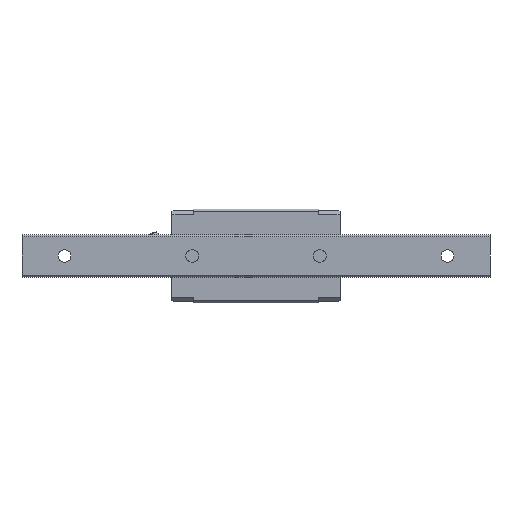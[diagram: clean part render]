
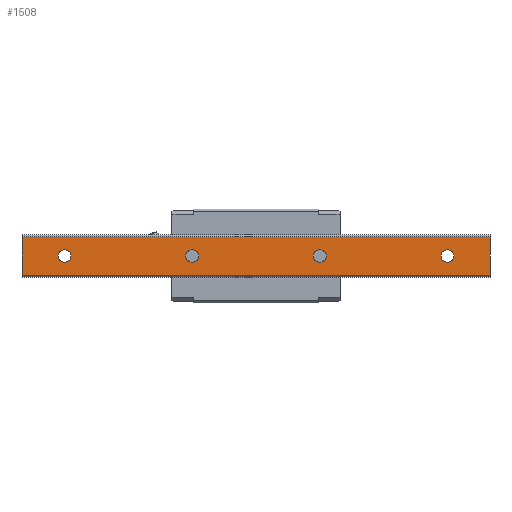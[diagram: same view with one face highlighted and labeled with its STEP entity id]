
A CAD part, front view. The second image highlights one B-rep face of the part: STEP entity #1508.
In plain terms, the highlighted planar face has unit normal (0, -1, 0).
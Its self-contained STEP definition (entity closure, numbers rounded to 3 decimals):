
#1508 = ADVANCED_FACE( '', ( #3896, #3897, #3898, #3899, #3900 ), #3901, .T. );
#1510 = EDGE_CURVE( '', #3456, #2752, #3903, .T. );
#1670 = EDGE_CURVE( '', #3124, #3244, #4085, .T. );
#1858 = EDGE_CURVE( '', #2534, #2724, #4295, .T. );
#1964 = EDGE_CURVE( '', #2048, #2176, #4409, .T. );
#1986 = EDGE_CURVE( '', #2172, #3146, #4431, .T. );
#2000 = EDGE_CURVE( '', #2176, #2048, #4447, .T. );
#2048 = VERTEX_POINT( '', #4501 );
#2110 = VERTEX_POINT( '', #4573 );
#2172 = VERTEX_POINT( '', #4643 );
#2176 = VERTEX_POINT( '', #4647 );
#2464 = EDGE_CURVE( '', #2724, #2534, #4966, .T. );
#2488 = VERTEX_POINT( '', #4994 );
#2534 = VERTEX_POINT( '', #5048 );
#2724 = VERTEX_POINT( '', #5254 );
#2752 = VERTEX_POINT( '', #5285 );
#2898 = EDGE_CURVE( '', #2488, #2110, #5444, .T. );
#3044 = EDGE_CURVE( '', #3146, #2110, #5605, .T. );
#3064 = EDGE_CURVE( '', #3244, #3124, #5630, .T. );
#3124 = VERTEX_POINT( '', #5698 );
#3146 = VERTEX_POINT( '', #5722 );
#3244 = VERTEX_POINT( '', #5829 );
#3248 = EDGE_CURVE( '', #2488, #2172, #5833, .T. );
#3312 = EDGE_CURVE( '', #2752, #3456, #5903, .T. );
#3456 = VERTEX_POINT( '', #6052 );
#3896 = FACE_BOUND( '', #6642, .T. );
#3897 = FACE_BOUND( '', #6643, .T. );
#3898 = FACE_BOUND( '', #6644, .T. );
#3899 = FACE_BOUND( '', #6645, .T. );
#3900 = FACE_OUTER_BOUND( '', #6646, .T. );
#3901 = PLANE( '', #6647 );
#3903 = CIRCLE( '', #6650, 3. );
#4085 = CIRCLE( '', #6911, 3. );
#4295 = CIRCLE( '', #7231, 3. );
#4409 = CIRCLE( '', #7404, 3. );
#4431 = LINE( '', #7441, #7442 );
#4447 = CIRCLE( '', #7461, 3. );
#4501 = CARTESIAN_POINT( '', ( 57., 0., 0. ) );
#4573 = CARTESIAN_POINT( '', ( 200., 0., 9. ) );
#4643 = CARTESIAN_POINT( '', ( -20., 0., -9. ) );
#4647 = CARTESIAN_POINT( '', ( 63., 0., 0. ) );
#4966 = CIRCLE( '', #8188, 3. );
#4994 = CARTESIAN_POINT( '', ( -20., 0., 9. ) );
#5048 = CARTESIAN_POINT( '', ( 117., 0., 0. ) );
#5254 = CARTESIAN_POINT( '', ( 123., 0., 0. ) );
#5285 = CARTESIAN_POINT( '', ( 3., 0., 0. ) );
#5444 = LINE( '', #8868, #8869 );
#5605 = LINE( '', #9088, #9089 );
#5630 = CIRCLE( '', #9119, 3. );
#5698 = CARTESIAN_POINT( '', ( 177., 0., 0. ) );
#5722 = CARTESIAN_POINT( '', ( 200., 0., -9. ) );
#5829 = CARTESIAN_POINT( '', ( 183., 0., 0. ) );
#5833 = LINE( '', #9441, #9442 );
#5903 = CIRCLE( '', #9540, 3. );
#6052 = CARTESIAN_POINT( '', ( -3., 0., 0. ) );
#6642 = EDGE_LOOP( '', ( #10321, #10322 ) );
#6643 = EDGE_LOOP( '', ( #10323, #10324 ) );
#6644 = EDGE_LOOP( '', ( #10325, #10326 ) );
#6645 = EDGE_LOOP( '', ( #10327, #10328 ) );
#6646 = EDGE_LOOP( '', ( #10329, #10330, #10331, #10332 ) );
#6647 = AXIS2_PLACEMENT_3D( '', #10333, #10334, #10335 );
#6650 = AXIS2_PLACEMENT_3D( '', #10336, #10337, #10338 );
#6911 = AXIS2_PLACEMENT_3D( '', #10582, #10583, #10584 );
#7231 = AXIS2_PLACEMENT_3D( '', #10832, #10833, #10834 );
#7404 = AXIS2_PLACEMENT_3D( '', #10952, #10953, #10954 );
#7441 = CARTESIAN_POINT( '', ( -20., 0., -9. ) );
#7442 = VECTOR( '', #10967, 1. );
#7461 = AXIS2_PLACEMENT_3D( '', #10984, #10985, #10986 );
#8188 = AXIS2_PLACEMENT_3D( '', #11638, #11639, #11640 );
#8868 = CARTESIAN_POINT( '', ( -20., 0., 9. ) );
#8869 = VECTOR( '', #12189, 1. );
#9088 = CARTESIAN_POINT( '', ( 200., 0., 9. ) );
#9089 = VECTOR( '', #12356, 1. );
#9119 = AXIS2_PLACEMENT_3D( '', #12402, #12403, #12404 );
#9441 = CARTESIAN_POINT( '', ( -20., 0., 9. ) );
#9442 = VECTOR( '', #12609, 1. );
#9540 = AXIS2_PLACEMENT_3D( '', #12690, #12691, #12692 );
#10321 = ORIENTED_EDGE( '', *, *, #2000, .T. );
#10322 = ORIENTED_EDGE( '', *, *, #1964, .T. );
#10323 = ORIENTED_EDGE( '', *, *, #2464, .T. );
#10324 = ORIENTED_EDGE( '', *, *, #1858, .T. );
#10325 = ORIENTED_EDGE( '', *, *, #3064, .T. );
#10326 = ORIENTED_EDGE( '', *, *, #1670, .T. );
#10327 = ORIENTED_EDGE( '', *, *, #3312, .T. );
#10328 = ORIENTED_EDGE( '', *, *, #1510, .T. );
#10329 = ORIENTED_EDGE( '', *, *, #3044, .T. );
#10330 = ORIENTED_EDGE( '', *, *, #2898, .F. );
#10331 = ORIENTED_EDGE( '', *, *, #3248, .T. );
#10332 = ORIENTED_EDGE( '', *, *, #1986, .T. );
#10333 = CARTESIAN_POINT( '', ( -20., 0., -9. ) );
#10334 = DIRECTION( '', ( 0., -1., 0. ) );
#10335 = DIRECTION( '', ( 0., 0., -1. ) );
#10336 = CARTESIAN_POINT( '', ( 0., 0., 0. ) );
#10337 = DIRECTION( '', ( 0., 1., 0. ) );
#10338 = DIRECTION( '', ( 1., 0., 0. ) );
#10582 = CARTESIAN_POINT( '', ( 180., 0., 0. ) );
#10583 = DIRECTION( '', ( 0., 1., 0. ) );
#10584 = DIRECTION( '', ( 1., 0., 0. ) );
#10832 = CARTESIAN_POINT( '', ( 120., 0., 0. ) );
#10833 = DIRECTION( '', ( 0., 1., 0. ) );
#10834 = DIRECTION( '', ( 1., 0., 0. ) );
#10952 = CARTESIAN_POINT( '', ( 60., 0., 0. ) );
#10953 = DIRECTION( '', ( 0., 1., 0. ) );
#10954 = DIRECTION( '', ( 1., 0., 0. ) );
#10967 = DIRECTION( '', ( 1., 0., 0. ) );
#10984 = CARTESIAN_POINT( '', ( 60., 0., 0. ) );
#10985 = DIRECTION( '', ( 0., 1., 0. ) );
#10986 = DIRECTION( '', ( 1., 0., 0. ) );
#11638 = CARTESIAN_POINT( '', ( 120., 0., 0. ) );
#11639 = DIRECTION( '', ( 0., 1., 0. ) );
#11640 = DIRECTION( '', ( 1., 0., 0. ) );
#12189 = DIRECTION( '', ( 1., 0., 0. ) );
#12356 = DIRECTION( '', ( 0., 0., 1. ) );
#12402 = CARTESIAN_POINT( '', ( 180., 0., 0. ) );
#12403 = DIRECTION( '', ( 0., 1., 0. ) );
#12404 = DIRECTION( '', ( 1., 0., 0. ) );
#12609 = DIRECTION( '', ( 0., 0., -1. ) );
#12690 = CARTESIAN_POINT( '', ( 0., 0., 0. ) );
#12691 = DIRECTION( '', ( 0., 1., 0. ) );
#12692 = DIRECTION( '', ( 1., 0., 0. ) );
